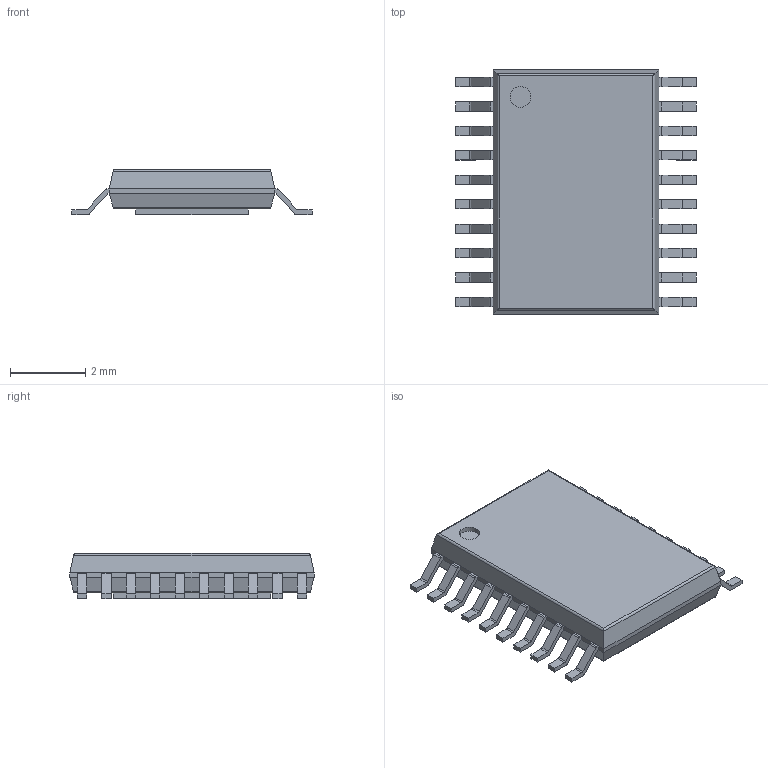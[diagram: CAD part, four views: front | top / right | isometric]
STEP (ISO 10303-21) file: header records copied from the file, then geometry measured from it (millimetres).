
FILE_DESCRIPTION(('FreeCAD Model'),'2;1');
FILE_NAME('11396994.1.1.stp','2021-01-27T12:56:19',( 'Author'),(''),'Open CASCADE STEP processor 6.9','FreeCAD','Unknown' );
FILE_SCHEMA(('AUTOMOTIVE_DESIGN { 1 0 10303 214 1 1 1 1 }'));
Length unit declared in the file: millimetre
Products named in the file (4): ASSEMBLY; Body; PinsArrayLR; ThermalPad
Assembly tree (3 placements, depth 2):
  ASSEMBLY
    Body
    PinsArrayLR
    ThermalPad
Bounding box: 6.4 x 6.5 x 1.2 mm (x, y, z)
Volume: 31.5 mm3; surface area: 122 mm2
Topology: 22 solids, 22 shells, 290 faces, 719 edges, 474 vertices
Faces by surface type: plane 221, cylinder 69
Full cylindrical faces by diameter (mm): 0.55 x1
Entity records: 18329 total; most frequent: CARTESIAN_POINT 3457, DIRECTION 2755, LINE 1845, VECTOR 1845, ORIENTED_EDGE 1438, PCURVE 1438, DEFINITIONAL_REPRESENTATION 1438, EDGE_CURVE 719
